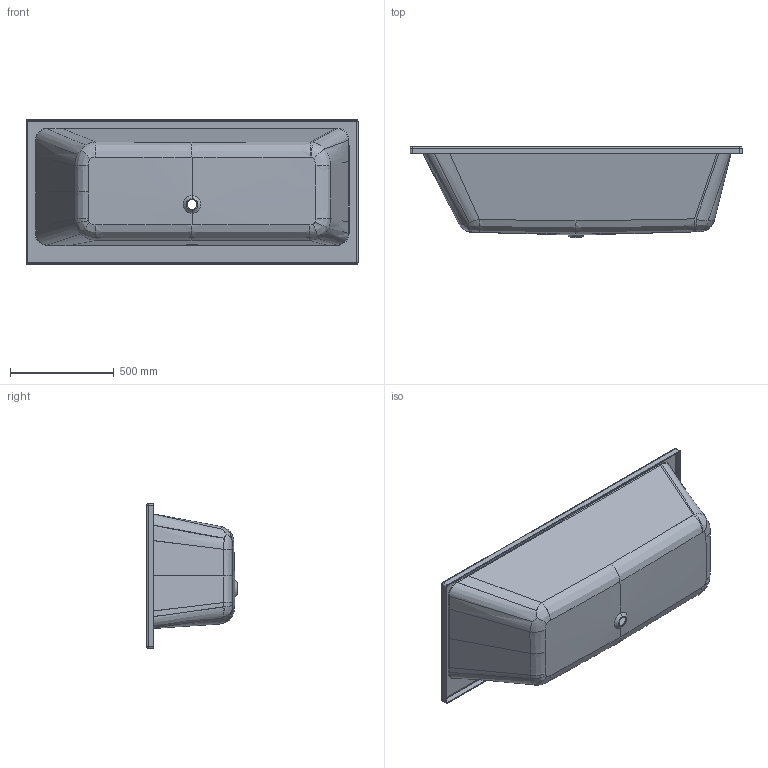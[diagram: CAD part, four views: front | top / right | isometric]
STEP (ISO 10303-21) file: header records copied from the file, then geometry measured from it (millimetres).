
FILE_DESCRIPTION((''),'2;1');
FILE_NAME('UBA167SUB2','2023-11-10T14:43:35',('hegemanc'),('Villeroy & Boch Wellness bv'),'CREO PARAMETRIC BY PTC INC, 2022414','CREO PARAMETRIC BY PTC INC, 2022414','');
FILE_SCHEMA(('AP242_MANAGED_MODEL_BASED_3D_ENGINEERING_MIM_LF { 1 0 10303 442 1 1 4 }'));
Length unit declared in the file: millimetre
Products named in the file (1): UBA167SUB2
Bounding box: 1600 x 438 x 700 mm (x, y, z)
Volume: 11871425.1 mm3; surface area: 4772337.5 mm2
Topology: 1 solids, 1 shells, 153 faces, 385 edges, 250 vertices
Faces by surface type: bspline 112, cylinder 20, plane 13, cone 8
Entity records: 17664 total; most frequent: CARTESIAN_POINT 12938, COLOUR_RGB 1450, ORIENTED_EDGE 712, DIRECTION 423, EDGE_CURVE 356, VERTEX_POINT 208, B_SPLINE_CURVE_WITH_KNOTS 174, AXIS2_PLACEMENT_3D 170
